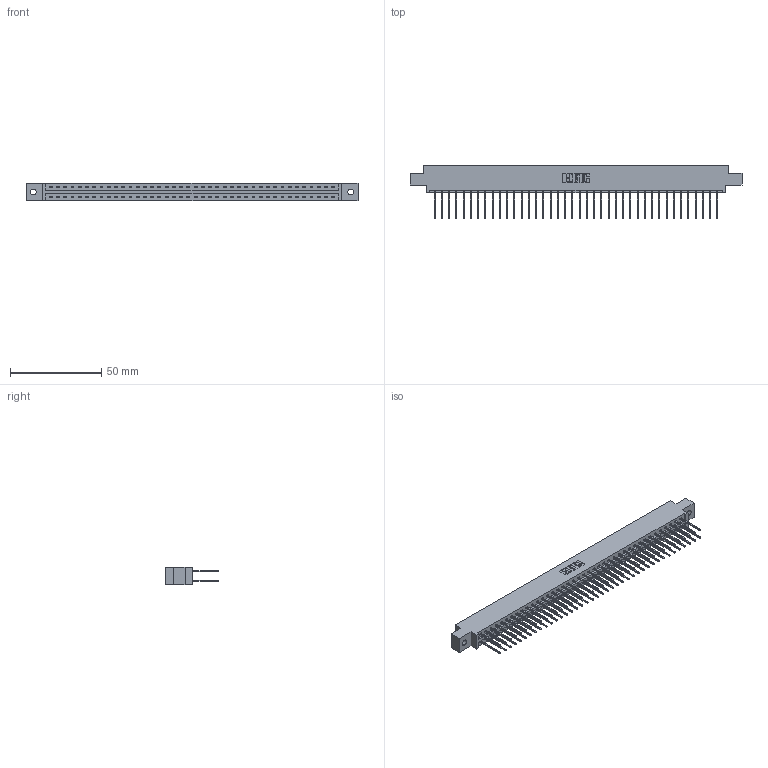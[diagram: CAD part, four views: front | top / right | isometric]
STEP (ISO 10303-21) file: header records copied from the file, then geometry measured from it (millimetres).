
FILE_DESCRIPTION (( 'STEP AP203' ), '1' );
FILE_NAME ('387-080-540-802.STEP', '2019-10-22T08:26:24', ( '' ), ( '' ), 'SwSTEP 2.0', 'SolidWorks 2016', '' );
FILE_SCHEMA (( 'CONFIG_CONTROL_DESIGN' ));
Length unit declared in the file: inch
Products named in the file (3): 345-292-001_345-293-140; 337 Part_0.170 Offset - 0.128 Dia; 387-080-540-802
Assembly tree (81 placements, depth 2):
  387-080-540-802
    337 Part_0.170 Offset - 0.128 Dia
    345-292-001_345-293-140  x80
Bounding box: 181.51 x 29.47 x 9.4 mm (x, y, z)
Volume: 19251.3 mm3; surface area: 23078.5 mm2
Topology: 81 solids, 81 shells, 4438 faces, 13203 edges, 8694 vertices
Faces by surface type: plane 3114, cylinder 1324
Entity records: 31425 total; most frequent: CARTESIAN_POINT 5298, ORIENTED_EDGE 5234, DIRECTION 4509, EDGE_CURVE 2617, VECTOR 2489, LINE 2489, VERTEX_POINT 1742, AXIS2_PLACEMENT_3D 1010
